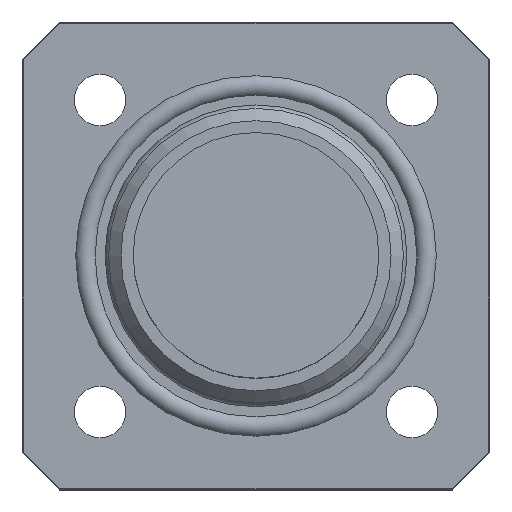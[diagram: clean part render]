
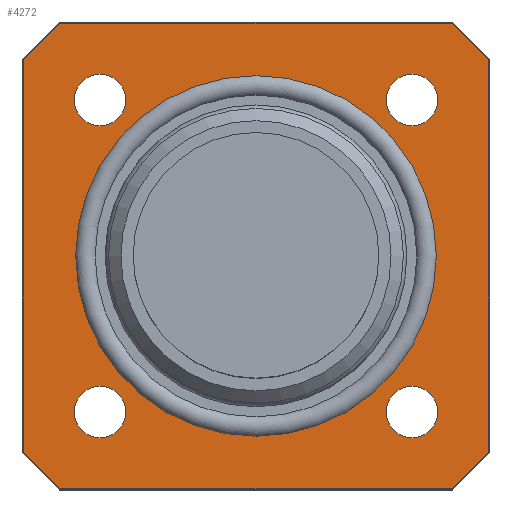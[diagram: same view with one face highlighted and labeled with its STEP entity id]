
A CAD part, top view. The second image highlights one B-rep face of the part: STEP entity #4272.
In plain terms, the highlighted planar face has unit normal (0, 0, 1).
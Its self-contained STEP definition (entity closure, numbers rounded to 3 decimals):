
#173=FACE_BOUND($,#1610,.T.);
#174=FACE_BOUND($,#1611,.T.);
#175=FACE_BOUND($,#1612,.T.);
#176=FACE_BOUND($,#1613,.T.);
#177=FACE_BOUND($,#1614,.T.);
#178=FACE_BOUND($,#1615,.T.);
#206=CIRCLE($,#4322,2.1);
#208=CIRCLE($,#4325,2.1);
#210=CIRCLE($,#4328,2.1);
#212=CIRCLE($,#4331,2.1);
#246=CIRCLE($,#4478,14.68);
#419=PLANE($,#4558);
#721=LINE($,#8030,#1042);
#722=LINE($,#8032,#1043);
#723=LINE($,#8034,#1044);
#724=LINE($,#8036,#1045);
#725=LINE($,#8038,#1046);
#726=LINE($,#8040,#1047);
#727=LINE($,#8042,#1048);
#728=LINE($,#8043,#1049);
#1042=VECTOR($,#5401,31.962);
#1043=VECTOR($,#5402,4.199);
#1044=VECTOR($,#5403,31.962);
#1045=VECTOR($,#5404,4.199);
#1046=VECTOR($,#5405,31.962);
#1047=VECTOR($,#5406,4.199);
#1048=VECTOR($,#5407,31.962);
#1049=VECTOR($,#5408,4.199);
#1610=EDGE_LOOP($,(#3739));
#1611=EDGE_LOOP($,(#3740));
#1612=EDGE_LOOP($,(#3741));
#1613=EDGE_LOOP($,(#3742));
#1614=EDGE_LOOP($,(#3743));
#1615=EDGE_LOOP($,(#3744,#3745,#3746,#3747,#3748,#3749,#3750,#3751));
#1828=VERTEX_POINT($,#6320);
#1830=VERTEX_POINT($,#6325);
#1832=VERTEX_POINT($,#6330);
#1834=VERTEX_POINT($,#6335);
#2120=VERTEX_POINT($,#7882);
#2159=VERTEX_POINT($,#8028);
#2160=VERTEX_POINT($,#8029);
#2161=VERTEX_POINT($,#8031);
#2162=VERTEX_POINT($,#8033);
#2163=VERTEX_POINT($,#8035);
#2164=VERTEX_POINT($,#8037);
#2165=VERTEX_POINT($,#8039);
#2166=VERTEX_POINT($,#8041);
#2230=EDGE_CURVE($,#1828,#1828,#206,.T.);
#2232=EDGE_CURVE($,#1830,#1830,#208,.T.);
#2234=EDGE_CURVE($,#1832,#1832,#210,.T.);
#2236=EDGE_CURVE($,#1834,#1834,#212,.T.);
#2656=EDGE_CURVE($,#2120,#2120,#246,.T.);
#2699=EDGE_CURVE($,#2159,#2160,#721,.T.);
#2700=EDGE_CURVE($,#2161,#2159,#722,.T.);
#2701=EDGE_CURVE($,#2162,#2161,#723,.T.);
#2702=EDGE_CURVE($,#2163,#2162,#724,.T.);
#2703=EDGE_CURVE($,#2164,#2163,#725,.T.);
#2704=EDGE_CURVE($,#2165,#2164,#726,.T.);
#2705=EDGE_CURVE($,#2166,#2165,#727,.T.);
#2706=EDGE_CURVE($,#2160,#2166,#728,.T.);
#3739=ORIENTED_EDGE($,*,*,#2230,.T.);
#3740=ORIENTED_EDGE($,*,*,#2232,.T.);
#3741=ORIENTED_EDGE($,*,*,#2234,.T.);
#3742=ORIENTED_EDGE($,*,*,#2236,.T.);
#3743=ORIENTED_EDGE($,*,*,#2656,.T.);
#3744=ORIENTED_EDGE($,*,*,#2699,.F.);
#3745=ORIENTED_EDGE($,*,*,#2700,.F.);
#3746=ORIENTED_EDGE($,*,*,#2701,.F.);
#3747=ORIENTED_EDGE($,*,*,#2702,.F.);
#3748=ORIENTED_EDGE($,*,*,#2703,.F.);
#3749=ORIENTED_EDGE($,*,*,#2704,.F.);
#3750=ORIENTED_EDGE($,*,*,#2705,.F.);
#3751=ORIENTED_EDGE($,*,*,#2706,.F.);
#4272=ADVANCED_FACE($,(#173,#174,#175,#176,#177,#178),#419,.T.);
#4322=AXIS2_PLACEMENT_3D($,#6321,#4643,#4644);
#4325=AXIS2_PLACEMENT_3D($,#6326,#4649,#4650);
#4328=AXIS2_PLACEMENT_3D($,#6331,#4655,#4656);
#4331=AXIS2_PLACEMENT_3D($,#6336,#4661,#4662);
#4478=AXIS2_PLACEMENT_3D($,#7883,#5237,#5238);
#4558=AXIS2_PLACEMENT_3D($,#8027,#5399,#5400);
#4643=DIRECTION('center_axis',(0.,0.,-1.));
#4644=DIRECTION('ref_axis',(1.,0.,0.));
#4649=DIRECTION('center_axis',(0.,0.,-1.));
#4650=DIRECTION('ref_axis',(1.,0.,0.));
#4655=DIRECTION('center_axis',(0.,0.,-1.));
#4656=DIRECTION('ref_axis',(1.,0.,0.));
#4661=DIRECTION('center_axis',(0.,0.,-1.));
#4662=DIRECTION('ref_axis',(1.,0.,0.));
#5237=DIRECTION('center_axis',(0.,0.,
-1.));
#5238=DIRECTION('ref_axis',(1.,0.,0.));
#5399=DIRECTION('center_axis',(0.,0.,1.));
#5400=DIRECTION('ref_axis',(1.,0.,0.));
#5401=DIRECTION($,(0.,-1.,0.));
#5402=DIRECTION($,(0.707,-0.707,0.));
#5403=DIRECTION($,(1.,0.,0.));
#5404=DIRECTION($,(0.707,0.707,0.));
#5405=DIRECTION($,(0.,1.,0.));
#5406=DIRECTION($,(-0.707,0.707,0.));
#5407=DIRECTION($,(-1.,0.,0.));
#5408=DIRECTION($,(-0.707,-0.707,0.));
#6320=CARTESIAN_POINT('',(-14.8,-12.7,2.5));
#6321=CARTESIAN_POINT('Origin',(-12.7,-12.7,2.5));
#6325=CARTESIAN_POINT('',(10.6,-12.7,2.5));
#6326=CARTESIAN_POINT('Origin',(12.7,-12.7,2.5));
#6330=CARTESIAN_POINT('',(-14.8,12.7,2.5));
#6331=CARTESIAN_POINT('Origin',(-12.7,12.7,2.5));
#6335=CARTESIAN_POINT('',(10.6,12.7,2.5));
#6336=CARTESIAN_POINT('Origin',(12.7,12.7,2.5));
#7882=CARTESIAN_POINT('',(-14.68,0.,2.5));
#7883=CARTESIAN_POINT('Origin',(0.,0.,
2.5));
#8027=CARTESIAN_POINT('Origin',(0.,0.,
2.5));
#8028=CARTESIAN_POINT('',(18.95,15.981,2.5));
#8029=CARTESIAN_POINT('',(18.95,-15.981,2.5));
#8030=CARTESIAN_POINT($,(18.95,9.525,2.5));
#8031=CARTESIAN_POINT('',(15.981,18.95,2.5));
#8032=CARTESIAN_POINT($,(18.222,16.709,2.5));
#8033=CARTESIAN_POINT('',(-15.981,18.95,2.5));
#8034=CARTESIAN_POINT($,(-9.525,18.95,2.5));
#8035=CARTESIAN_POINT('',(-18.95,15.981,2.5));
#8036=CARTESIAN_POINT($,(-16.709,18.222,2.5));
#8037=CARTESIAN_POINT('',(-18.95,-15.981,2.5));
#8038=CARTESIAN_POINT($,(-18.95,-9.525,2.5));
#8039=CARTESIAN_POINT('',(-15.981,-18.95,2.5));
#8040=CARTESIAN_POINT($,(-18.222,-16.709,2.5));
#8041=CARTESIAN_POINT('',(15.981,-18.95,2.5));
#8042=CARTESIAN_POINT($,(9.525,-18.95,2.5));
#8043=CARTESIAN_POINT($,(16.709,-18.222,2.5));
